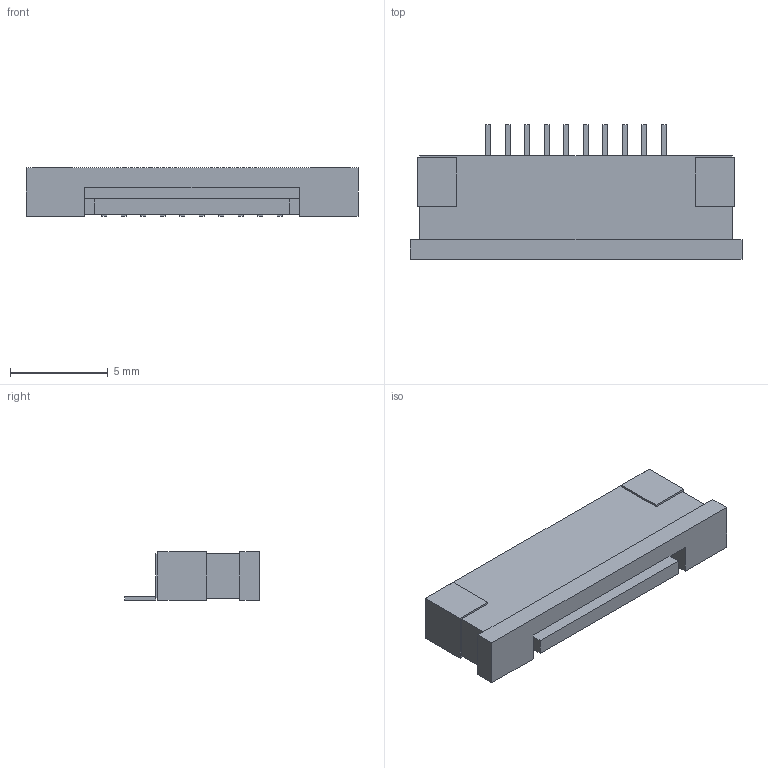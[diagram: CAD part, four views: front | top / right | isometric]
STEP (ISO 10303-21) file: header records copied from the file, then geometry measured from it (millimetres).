
FILE_DESCRIPTION( ( 'Unknown' ), '1' );
FILE_NAME( 'FPC_Taiwan-1x10-LowerContact_P1.00mm_Horizontal.step', 'Unknown', ( 'Unknown' ), ( 'Unknown' ), 'PSStep 15.0.49', 'Unknown', ' ' );
FILE_SCHEMA( ( 'AUTOMOTIVE_DESIGN { 1 0 10303 214 1 1 1 1 }' ) );
Length unit declared in the file: millimetre
Products named in the file (1): 1
Bounding box: 17 x 6.9 x 2.5 mm (x, y, z)
Volume: 176.4 mm3; surface area: 393.8 mm2
Topology: 1 solids, 1 shells, 98 faces, 266 edges, 170 vertices
Faces by surface type: plane 98
Entity records: 3794 total; most frequent: CARTESIAN_POINT 535, ORIENTED_EDGE 532, DIRECTION 464, EDGE_CURVE 266, LINE 266, VECTOR 266, VERTEX_POINT 170, AXIS2_PLACEMENT_3D 99
